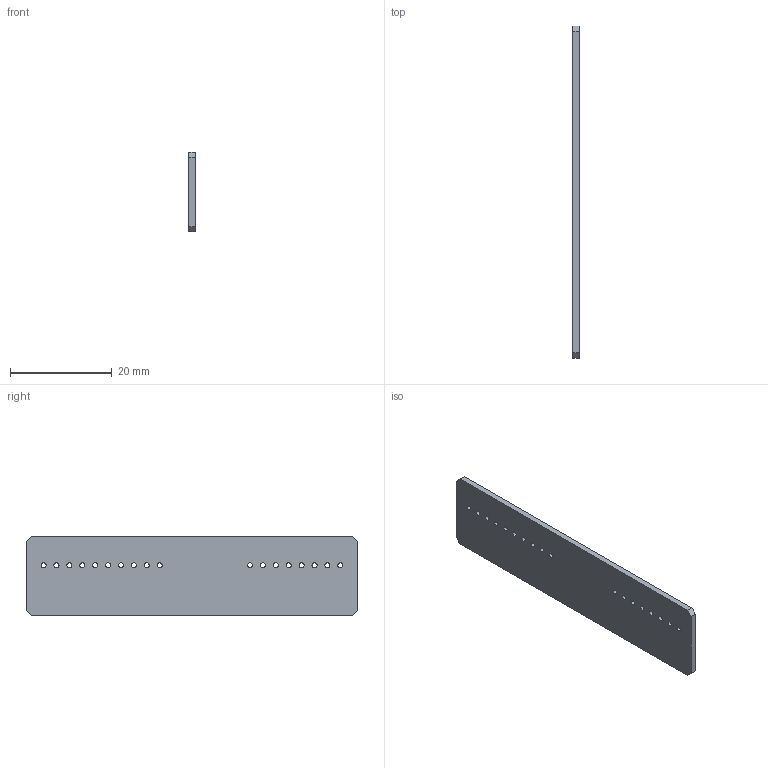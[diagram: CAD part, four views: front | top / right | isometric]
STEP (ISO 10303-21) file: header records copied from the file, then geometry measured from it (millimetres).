
FILE_DESCRIPTION(('CATIA V5 STEP Exchange'),'2;1');
FILE_NAME('External module (planar) board.stp','2022-01-26T15:51:29+00:00',('none'),('none'),'CATIA Version 5 Release 19 SP 8 (IN-10)','CATIA V5 STEP AP214','none');
FILE_SCHEMA(('AUTOMOTIVE_DESIGN { 1 0 10303 214 1 1 1 1 }'));
Length unit declared in the file: millimetre
Products named in the file (2): Uncased ext.module_planar PCB (B9); Ext PCB layout (planar)
Assembly tree (1 placements, depth 2):
  Uncased ext.module_planar PCB (B9)
    Ext PCB layout (planar)
Bounding box: 1.2 x 65.34 x 15.7 mm (x, y, z)
Volume: 1211.6 mm3; surface area: 2278.9 mm2
Topology: 1 solids, 1 shells, 82 faces, 240 edges, 160 vertices
Faces by surface type: cylinder 72, plane 10
Entity records: 3353 total; most frequent: CARTESIAN_POINT 484, ORIENTED_EDGE 480, DIRECTION 408, EDGE_CURVE 240, AXIS2_PLACEMENT_3D 228, VERTEX_POINT 160, CIRCLE 144, EDGE_LOOP 118
